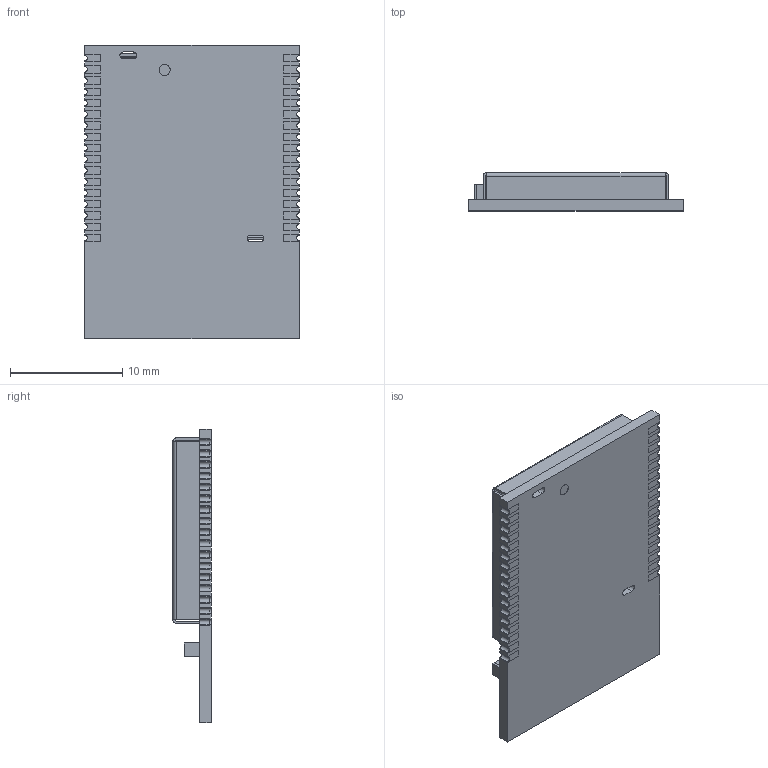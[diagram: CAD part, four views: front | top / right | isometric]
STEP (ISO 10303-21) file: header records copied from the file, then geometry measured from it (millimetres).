
FILE_DESCRIPTION (( 'STEP AP214' ), '1' );
FILE_NAME ('DWM1001C.STEP', '2022-09-19T00:51:49', ( '' ), ( '' ), 'SwSTEP 2.0', 'SolidWorks 2017', '' );
FILE_SCHEMA (( 'AUTOMOTIVE_DESIGN' ));
Length unit declared in the file: millimetre
Products named in the file (1): DWM1001C
Bounding box: 19.13 x 3.4 x 26.12 mm (x, y, z)
Volume: 569.9 mm3; surface area: 2222.1 mm2
Topology: 45 solids, 45 shells, 724 faces, 1738 edges, 1108 vertices
Faces by surface type: plane 532, cylinder 192
Entity records: 21280 total; most frequent: DIRECTION 3572, CARTESIAN_POINT 3571, ORIENTED_EDGE 3476, EDGE_CURVE 1738, VECTOR 1354, LINE 1354, AXIS2_PLACEMENT_3D 1109, VERTEX_POINT 1108
